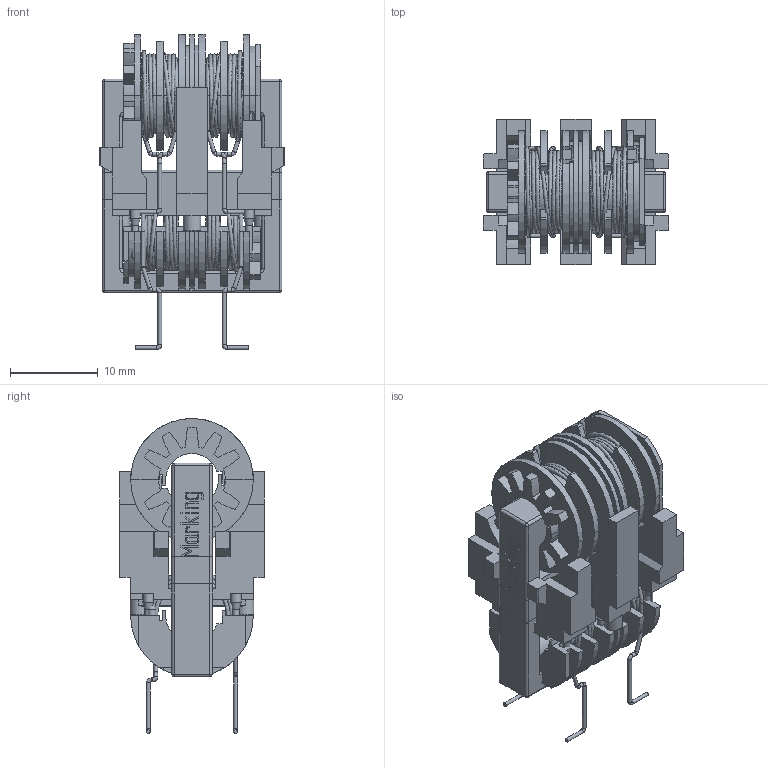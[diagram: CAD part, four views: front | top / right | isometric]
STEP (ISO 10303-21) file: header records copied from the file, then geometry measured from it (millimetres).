
FILE_DESCRIPTION( ( 'Unknown' ), '1' );
FILE_NAME( 'WE-FC_UT20V.stp', 'Unknown', ( 'Unknown' ), ( 'Unknown' ), 'PSStep 13.0', 'Unknown', ' ' );
FILE_SCHEMA( ( 'AUTOMOTIVE_DESIGN { 1 0 10303 214 1 1 1 1 }' ) );
Length unit declared in the file: millimetre
Products named in the file (16): Assem1; Gehäuse; Beinchen; Ferrit; Wickelgehäuse; Wickelgehäuse_0,5
Bounding box: 21.13 x 16.54 x 35.97 mm (x, y, z)
Volume: 6279.1 mm3; surface area: 12255.3 mm2
Topology: 33 solids, 33 shells, 1244 faces, 3160 edges, 1982 vertices
Faces by surface type: plane 684, cylinder 394, torus 72, sphere 32, bspline 29, extrusion 28, cone 5
Full cylindrical faces by diameter (mm): 0.43 x44, 0.75 x5, 0.96 x16, 1.2 x5, 2 x8
Entity records: 25287 total; most frequent: CARTESIAN_POINT 6169, DIRECTION 2947, ORIENTED_EDGE 2858, EDGE_CURVE 1429, AXIS2_PLACEMENT_3D 1055, VERTEX_POINT 950, VECTOR 837, LINE 823
